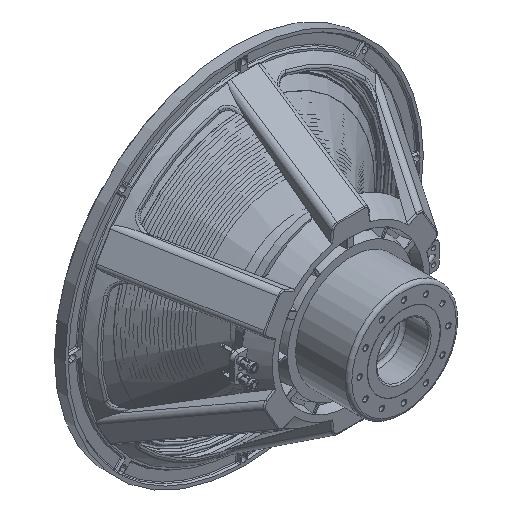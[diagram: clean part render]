
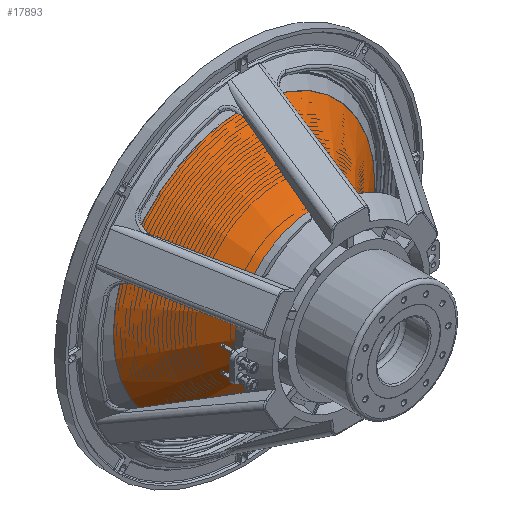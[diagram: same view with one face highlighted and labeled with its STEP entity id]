
A CAD part, isometric view. The second image highlights one B-rep face of the part: STEP entity #17893.
In plain terms, the highlighted conical face has half-angle 50.737 degrees and reference radius 68.7 mm.
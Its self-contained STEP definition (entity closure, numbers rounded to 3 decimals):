
#119 = CARTESIAN_POINT ( 'NONE',  ( 0., 245.209, -200. ) ) ;
#1542 = EDGE_CURVE ( 'NONE', #20743, #20743, #8403, .T. ) ;
#1701 = DIRECTION ( 'NONE',  ( 0., 0., -1. ) ) ;
#1968 = DIRECTION ( 'NONE',  ( 0., 1., 0. ) ) ;
#2348 = CONICAL_SURFACE ( 'NONE', #20918, 68.7, 0.886 ) ;
#3863 = DIRECTION ( 'NONE',  ( 0., -1., 0. ) ) ;
#4987 = ORIENTED_EDGE ( 'NONE', *, *, #15085, .T. ) ;
#5755 = DIRECTION ( 'NONE',  ( 0., 0., 1. ) ) ;
#6029 = AXIS2_PLACEMENT_3D ( 'NONE', #7783, #3863, #1701 ) ;
#7463 = DIRECTION ( 'NONE',  ( 0., -1., 0. ) ) ;
#7783 = CARTESIAN_POINT ( 'NONE',  ( 0., 245.209, 0. ) ) ;
#8403 = CIRCLE ( 'NONE', #18751, 68.7 ) ;
#10205 = CARTESIAN_POINT ( 'NONE',  ( 0., 137.881, 0. ) ) ;
#11298 = EDGE_LOOP ( 'NONE', ( #15644 ) ) ;
#11337 = EDGE_LOOP ( 'NONE', ( #4987 ) ) ;
#11632 = CIRCLE ( 'NONE', #6029, 200. ) ;
#15085 = EDGE_CURVE ( 'NONE', #18633, #18633, #11632, .T. ) ;
#15644 = ORIENTED_EDGE ( 'NONE', *, *, #1542, .F. ) ;
#16937 = CARTESIAN_POINT ( 'NONE',  ( 0., 137.881, -68.7 ) ) ;
#17893 = ADVANCED_FACE ( 'NONE', ( #22111, #18301 ), #2348, .T. ) ;
#18301 = FACE_OUTER_BOUND ( 'NONE', #11337, .T. ) ;
#18633 = VERTEX_POINT ( 'NONE', #119 ) ;
#18751 = AXIS2_PLACEMENT_3D ( 'NONE', #24107, #7463, #23697 ) ;
#20743 = VERTEX_POINT ( 'NONE', #16937 ) ;
#20918 = AXIS2_PLACEMENT_3D ( 'NONE', #10205, #1968, #5755 ) ;
#22111 = FACE_BOUND ( 'NONE', #11298, .T. ) ;
#23697 = DIRECTION ( 'NONE',  ( 0., 0., -1. ) ) ;
#24107 = CARTESIAN_POINT ( 'NONE',  ( 0., 137.881, 0. ) ) ;
